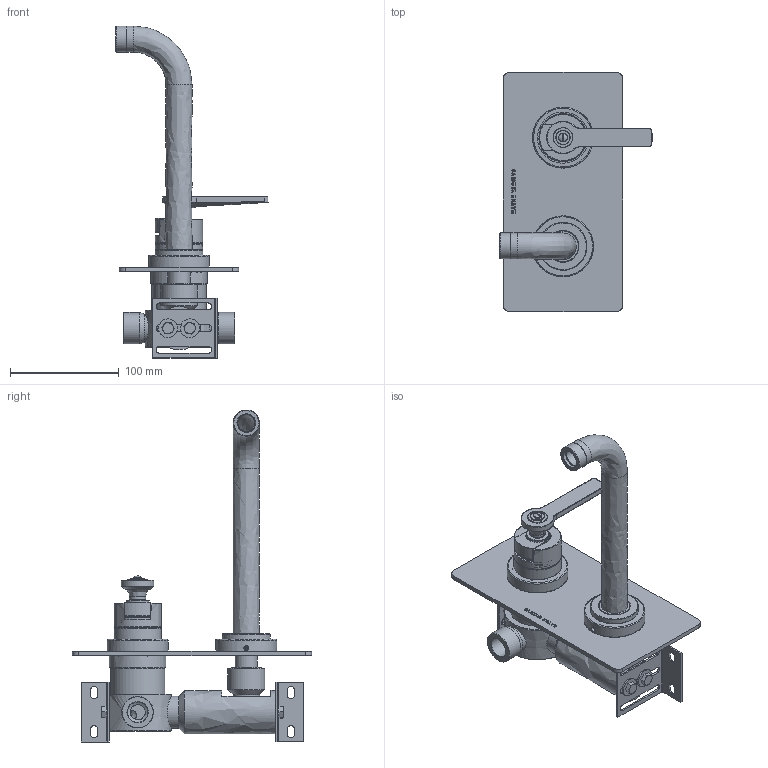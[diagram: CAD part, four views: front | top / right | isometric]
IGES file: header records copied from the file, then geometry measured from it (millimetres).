
Global section: file name: LANDMARK THINNER SPOUTS EXPORTV7K20S-3LF-LH; native system: Autodesk Inventor 2020; preprocessor: unknown; author: rclarke; date: 20221128.044937; units: millimetre
Bounding box: 139.92 x 220 x 305.4 mm (x, y, z)
Volume: 504183.2 mm3; surface area: 257193 mm2
Topology: 46 solids, 46 shells, 2180 faces, 5743 edges, 3750 vertices
Faces by surface type: bspline 2180
